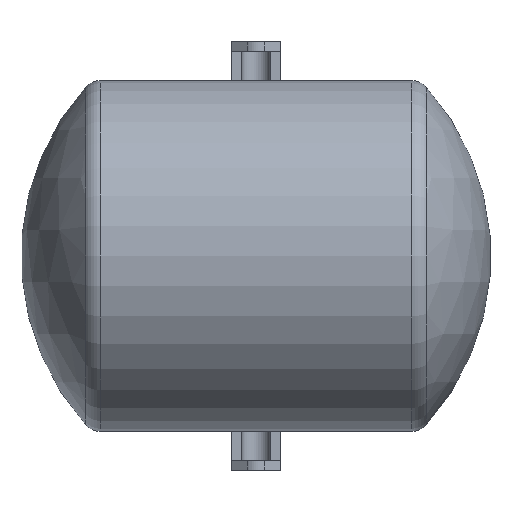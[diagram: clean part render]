
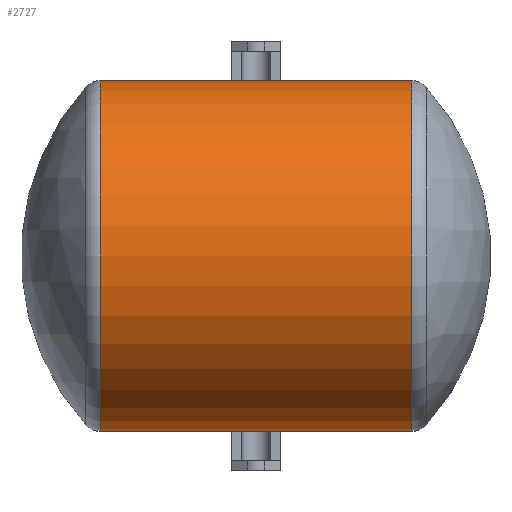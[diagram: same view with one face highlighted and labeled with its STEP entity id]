
A CAD part, front view. The second image highlights one B-rep face of the part: STEP entity #2727.
In plain terms, the highlighted cylindrical face has radius 57.15 mm (diameter 114.3 mm), a partial arc.
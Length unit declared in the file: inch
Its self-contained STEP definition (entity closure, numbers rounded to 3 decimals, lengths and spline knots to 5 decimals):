
#59=CYLINDRICAL_SURFACE('',#2970,2.25);
#229=FACE_OUTER_BOUND('',#388,.T.);
#388=EDGE_LOOP('',(#2331,#2332,#2333,#2334));
#505=CIRCLE('',#2971,2.25);
#506=CIRCLE('',#2972,2.25);
#799=LINE('',#4509,#1085);
#800=LINE('',#4513,#1086);
#1085=VECTOR('',#3694,0.3937);
#1086=VECTOR('',#3697,0.3937);
#1339=VERTEX_POINT('',#4507);
#1340=VERTEX_POINT('',#4508);
#1341=VERTEX_POINT('',#4510);
#1342=VERTEX_POINT('',#4512);
#1703=EDGE_CURVE('',#1339,#1340,#799,.T.);
#1704=EDGE_CURVE('',#1341,#1339,#505,.T.);
#1705=EDGE_CURVE('',#1342,#1341,#800,.T.);
#1706=EDGE_CURVE('',#1342,#1340,#506,.T.);
#2331=ORIENTED_EDGE('',*,*,#1703,.F.);
#2332=ORIENTED_EDGE('',*,*,#1704,.F.);
#2333=ORIENTED_EDGE('',*,*,#1705,.F.);
#2334=ORIENTED_EDGE('',*,*,#1706,.T.);
#2727=ADVANCED_FACE('',(#229),#59,.T.);
#2970=AXIS2_PLACEMENT_3D('',#4506,#3692,#3693);
#2971=AXIS2_PLACEMENT_3D('',#4511,#3695,#3696);
#2972=AXIS2_PLACEMENT_3D('',#4514,#3698,#3699);
#3692=DIRECTION('center_axis',(-1.,0.,0.));
#3693=DIRECTION('ref_axis',(0.,0.,-1.));
#3694=DIRECTION('',(1.,0.,0.));
#3695=DIRECTION('center_axis',(-1.,0.,0.));
#3696=DIRECTION('ref_axis',(0.,0.,1.));
#3697=DIRECTION('',(-1.,0.,0.));
#3698=DIRECTION('center_axis',(-1.,0.,0.));
#3699=DIRECTION('ref_axis',(0.,0.,1.));
#4506=CARTESIAN_POINT('Origin',(0.,0.,0.));
#4507=CARTESIAN_POINT('',(-2.,0.,2.25));
#4508=CARTESIAN_POINT('',(2.,0.,2.25));
#4509=CARTESIAN_POINT('',(-2.,0.,2.25));
#4510=CARTESIAN_POINT('',(-2.,0.,-2.25));
#4511=CARTESIAN_POINT('Origin',(-2.,0.,0.));
#4512=CARTESIAN_POINT('',(2.,0.,-2.25));
#4513=CARTESIAN_POINT('',(2.,0.,-2.25));
#4514=CARTESIAN_POINT('Origin',(2.,0.,0.));
